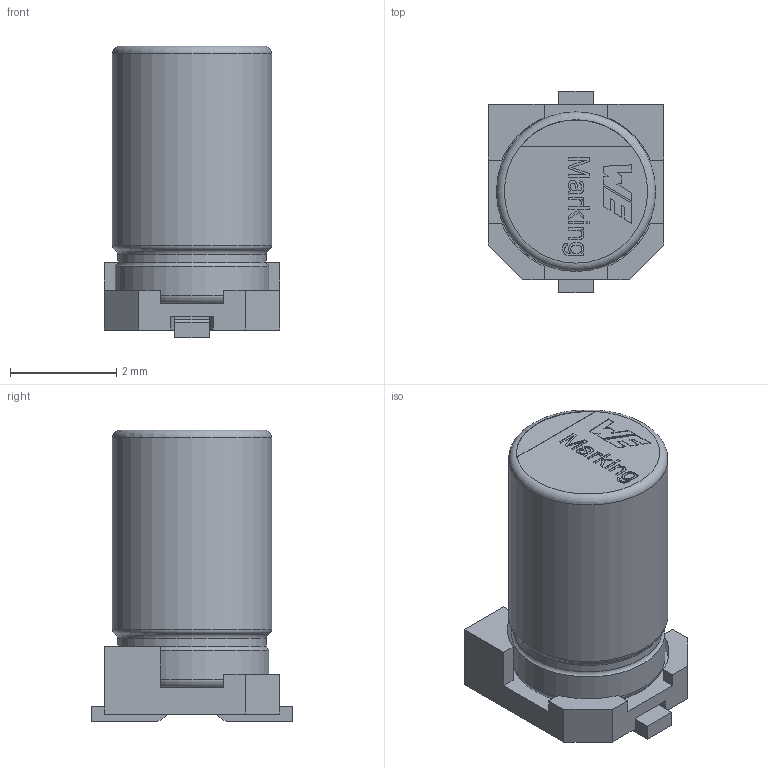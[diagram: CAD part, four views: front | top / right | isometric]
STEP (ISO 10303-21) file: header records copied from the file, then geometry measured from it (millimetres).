
FILE_DESCRIPTION(/* description */ ('Unknown'),/* implementation_level */ '2;1');
FILE_NAME(/* name */ '3x5.5x0.8',/* time_stamp */ '2018-11-21T08:35:10+01:00',/* author */ ('Unknown'),/* organization */ ('Unknown'),/* preprocessor_version */ 'ST-DEVELOPER v16.7',/* originating_system */ 'DEX',/* authorisation */ $);
FILE_SCHEMA (('AUTOMOTIVE_DESIGN {1 0 10303 214 3 1 1}'));
Length unit declared in the file: millimetre
Products named in the file (3): 3x5.5x0.8; capicitor_3x5.5x0.8; Base_F3Capacitor
Assembly tree (2 placements, depth 2):
  3x5.5x0.8
    capicitor_3x5.5x0.8
    Base_F3Capacitor
Bounding box: 3.3 x 3.8 x 5.5 mm (x, y, z)
Volume: 39.5 mm3; surface area: 107 mm2
Topology: 2 solids, 2 shells, 208 faces, 564 edges, 373 vertices
Faces by surface type: plane 150, cylinder 36, bspline 16, torus 6
Full cylindrical faces by diameter (mm): 0.8 x2, 0.85 x2, 2.8 x1, 2.9 x1, 3 x1
Entity records: 8266 total; most frequent: CARTESIAN_POINT 1986, ORIENTED_EDGE 1088, DIRECTION 928, EDGE_CURVE 544, VERTEX_POINT 367, AXIS2_PLACEMENT_3D 315, LINE 298, VECTOR 298
